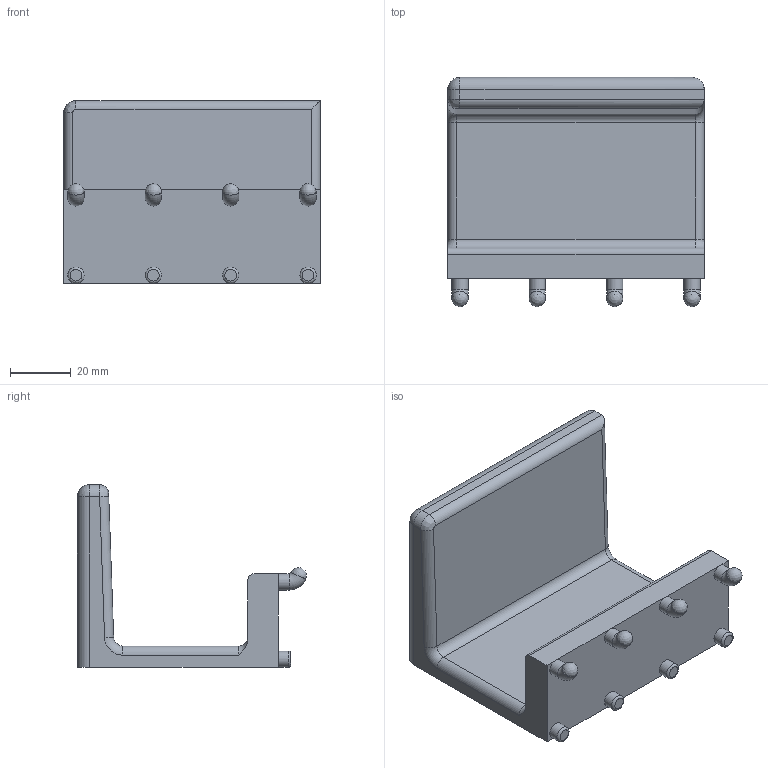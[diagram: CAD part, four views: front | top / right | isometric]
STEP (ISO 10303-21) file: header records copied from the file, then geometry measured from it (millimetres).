
FILE_DESCRIPTION(/* description */ (''),/* implementation_level */ '2;1');
FILE_NAME(/* name */ 'multi_meter_clip v1.step',/* time_stamp */ '2022-02-17T06:57:30-06:00',/* author */ (''),/* organization */ (''),/* preprocessor_version */ 'ST-DEVELOPER v18.1',/* originating_system */ 'Autodesk Translation Framework v10.13.0.1454',/* authorisation */ '');
FILE_SCHEMA (('AUTOMOTIVE_DESIGN { 1 0 10303 214 3 1 1 }'));
Length unit declared in the file: millimetre
Products named in the file (3): multi_meter_clip; shelf; hooks
Assembly tree (2 placements, depth 2):
  multi_meter_clip
    shelf
    hooks
Bounding box: 84.2 x 75.25 x 60 mm (x, y, z)
Volume: 108500.7 mm3; surface area: 27470.1 mm2
Topology: 1 solids, 1 shells, 56 faces, 142 edges, 88 vertices
Faces by surface type: cylinder 20, plane 18, torus 12, bspline 5, sphere 1
Full cylindrical faces by diameter (mm): 5.35 x8
Entity records: 2952 total; most frequent: CARTESIAN_POINT 1500, DIRECTION 316, ORIENTED_EDGE 284, EDGE_CURVE 142, AXIS2_PLACEMENT_3D 132, VERTEX_POINT 88, CIRCLE 71, FACE_OUTER_BOUND 56
